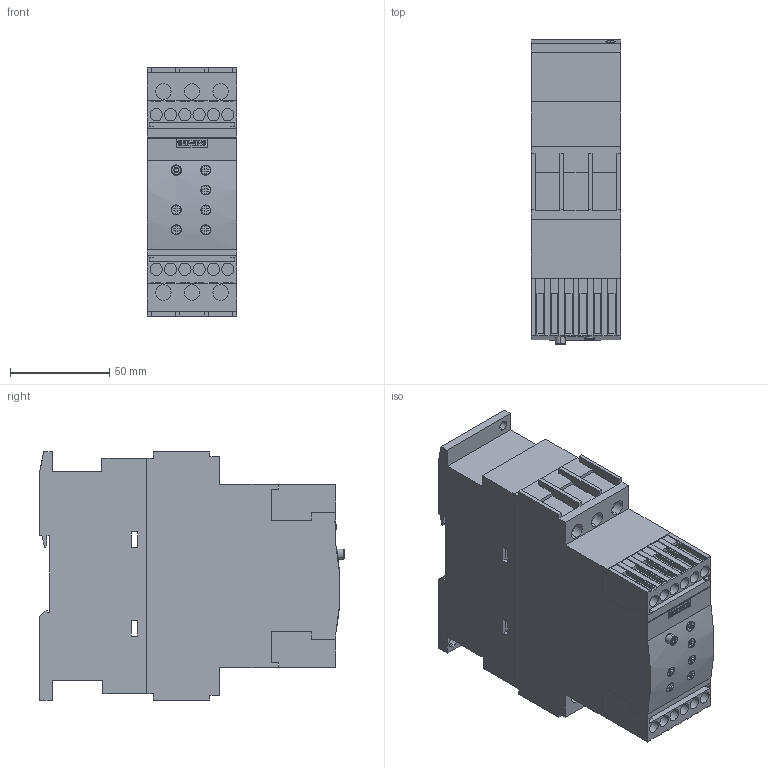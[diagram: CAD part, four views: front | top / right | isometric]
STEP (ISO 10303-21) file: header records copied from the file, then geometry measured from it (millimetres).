
FILE_DESCRIPTION(('no description'),'unknown implementation level');
FILE_NAME('3RW4026-1BB05_v.stp',' ',('SIEMENS A&D'),('CADClick - KiM GmbH - www.kimweb.de'),'unknown preprocess','ACIS','unknown authorization');
FILE_SCHEMA(('automotive_design'));
Length unit declared in the file: millimetre
Products named in the file (4): 1; 2; 3; 4
Bounding box: 45 x 153 x 125 mm (x, y, z)
Volume: 595448.9 mm3; surface area: 92248.1 mm2
Topology: 4 solids, 4 shells, 598 faces, 1586 edges, 1050 vertices
Faces by surface type: plane 457, cylinder 125, torus 16
Entity records: 36945 total; most frequent: CARTESIAN_POINT 3760, STYLED_ITEM 3238, PRESENTATION_STYLE_ASSIGNMENT 3238, COLOUR_RGB 3238, ORIENTED_EDGE 3172, DIRECTION 3036, EDGE_CURVE 1586, CURVE_STYLE 1586
